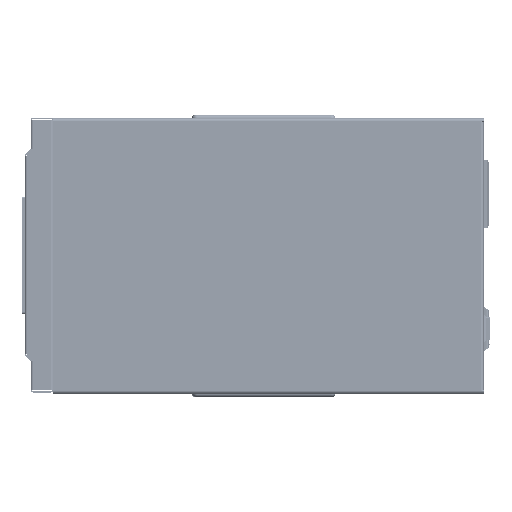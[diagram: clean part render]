
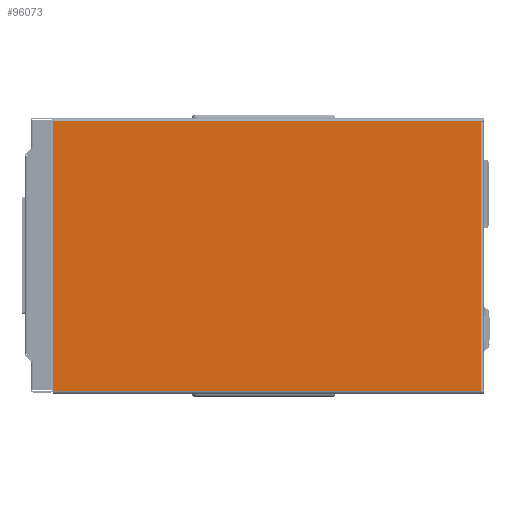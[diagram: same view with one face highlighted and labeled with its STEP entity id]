
A CAD part, left-side view. The second image highlights one B-rep face of the part: STEP entity #96073.
In plain terms, the highlighted face is planar.
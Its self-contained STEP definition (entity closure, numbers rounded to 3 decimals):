
#971 = AXIS2_PLACEMENT_3D ( 'NONE', #127183, #17413, #27226 ) ;
#6914 = EDGE_LOOP ( 'NONE', ( #85307, #126571, #117249, #36842 ) ) ;
#9482 = DIRECTION ( 'NONE',  ( -1., 0., 0. ) ) ;
#12253 = FACE_OUTER_BOUND ( 'NONE', #6914, .T. ) ;
#12674 = VERTEX_POINT ( 'NONE', #33997 ) ;
#15303 = VERTEX_POINT ( 'NONE', #42555 ) ;
#17413 = DIRECTION ( 'NONE',  ( 0., 1., 0. ) ) ;
#20179 = VERTEX_POINT ( 'NONE', #107543 ) ;
#27226 = DIRECTION ( 'NONE',  ( 0., 0., 1. ) ) ;
#28270 = VECTOR ( 'NONE', #9482, 1000. ) ;
#30023 = VECTOR ( 'NONE', #114004, 1000. ) ;
#32655 = EDGE_CURVE ( 'NONE', #20179, #12674, #111171, .T. ) ;
#33997 = CARTESIAN_POINT ( 'NONE',  ( 1.8, 0., 171.2 ) ) ;
#36842 = ORIENTED_EDGE ( 'NONE', *, *, #83300, .T. ) ;
#40764 = LINE ( 'NONE', #81291, #70066 ) ;
#42254 = VERTEX_POINT ( 'NONE', #80715 ) ;
#42555 = CARTESIAN_POINT ( 'NONE',  ( 270., 0., 1.8 ) ) ;
#59182 = CARTESIAN_POINT ( 'NONE',  ( 270., 0., 1.8 ) ) ;
#60236 = EDGE_CURVE ( 'NONE', #15303, #20179, #99023, .T. ) ;
#63775 = LINE ( 'NONE', #74211, #30023 ) ;
#70066 = VECTOR ( 'NONE', #121148, 1000. ) ;
#74211 = CARTESIAN_POINT ( 'NONE',  ( 270., 0., 0. ) ) ;
#80715 = CARTESIAN_POINT ( 'NONE',  ( 270., 0., 171.2 ) ) ;
#81291 = CARTESIAN_POINT ( 'NONE',  ( 0., 0., 171.2 ) ) ;
#83300 = EDGE_CURVE ( 'NONE', #42254, #15303, #63775, .T. ) ;
#85307 = ORIENTED_EDGE ( 'NONE', *, *, #60236, .T. ) ;
#91637 = CARTESIAN_POINT ( 'NONE',  ( 1.8, 0., 1.8 ) ) ;
#96073 = ADVANCED_FACE ( 'NONE', ( #12253 ), #103074, .T. ) ;
#99023 = LINE ( 'NONE', #59182, #28270 ) ;
#102182 = EDGE_CURVE ( 'NONE', #12674, #42254, #40764, .T. ) ;
#103074 = PLANE ( 'NONE',  #971 ) ;
#107543 = CARTESIAN_POINT ( 'NONE',  ( 1.8, 0., 1.8 ) ) ;
#108949 = VECTOR ( 'NONE', #121646, 1000. ) ;
#111171 = LINE ( 'NONE', #91637, #108949 ) ;
#114004 = DIRECTION ( 'NONE',  ( 0., 0., -1. ) ) ;
#117249 = ORIENTED_EDGE ( 'NONE', *, *, #102182, .T. ) ;
#121148 = DIRECTION ( 'NONE',  ( 1., 0., 0. ) ) ;
#121646 = DIRECTION ( 'NONE',  ( 0., 0., 1. ) ) ;
#126571 = ORIENTED_EDGE ( 'NONE', *, *, #32655, .T. ) ;
#127183 = CARTESIAN_POINT ( 'NONE',  ( 0., 0., 0. ) ) ;
